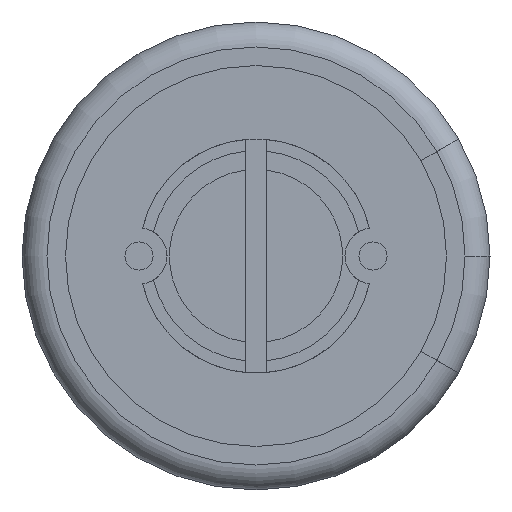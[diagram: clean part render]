
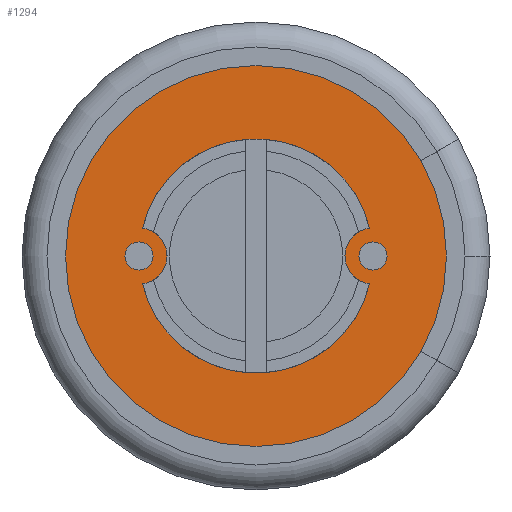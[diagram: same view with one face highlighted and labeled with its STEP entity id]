
A CAD part, front view. The second image highlights one B-rep face of the part: STEP entity #1294.
In plain terms, the highlighted planar face has unit normal (0, -1, 0).
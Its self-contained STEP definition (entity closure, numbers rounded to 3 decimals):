
#57 = EDGE_CURVE ( 'NONE', #1645, #1877, #2216, .T. ) ;
#126 = EDGE_CURVE ( 'NONE', #2751, #2711, #2734, .T. ) ;
#180 = ORIENTED_EDGE ( 'NONE', *, *, #961, .F. ) ;
#260 = AXIS2_PLACEMENT_3D ( 'NONE', #698, #2291, #1810 ) ;
#351 = CIRCLE ( 'NONE', #1416, 2.5 ) ;
#357 = CARTESIAN_POINT ( 'NONE',  ( 0., 0.95, 0. ) ) ;
#403 = CARTESIAN_POINT ( 'NONE',  ( 3.525, 0.95, -2.035 ) ) ;
#425 = DIRECTION ( 'NONE',  ( -1., 0., 0. ) ) ;
#452 = DIRECTION ( 'NONE',  ( 0., -1., 0. ) ) ;
#465 = ORIENTED_EDGE ( 'NONE', *, *, #126, .T. ) ;
#470 = ORIENTED_EDGE ( 'NONE', *, *, #57, .T. ) ;
#493 = AXIS2_PLACEMENT_3D ( 'NONE', #2654, #663, #425 ) ;
#557 = AXIS2_PLACEMENT_3D ( 'NONE', #357, #2586, #2803 ) ;
#621 = EDGE_CURVE ( 'NONE', #1224, #1539, #351, .T. ) ;
#663 = DIRECTION ( 'NONE',  ( 0., -1., 0. ) ) ;
#698 = CARTESIAN_POINT ( 'NONE',  ( 0., 0.95, 0. ) ) ;
#705 = CARTESIAN_POINT ( 'NONE',  ( -2.428, 0.95, -0.596 ) ) ;
#771 = CIRCLE ( 'NONE', #978, 2.5 ) ;
#774 = CIRCLE ( 'NONE', #493, 2.5 ) ;
#820 = DIRECTION ( 'NONE',  ( 0., 1., 0. ) ) ;
#914 = ORIENTED_EDGE ( 'NONE', *, *, #1068, .T. ) ;
#931 = DIRECTION ( 'NONE',  ( -1., 0., 0. ) ) ;
#961 = EDGE_CURVE ( 'NONE', #2751, #1224, #771, .T. ) ;
#978 = AXIS2_PLACEMENT_3D ( 'NONE', #1312, #452, #1122 ) ;
#997 = CARTESIAN_POINT ( 'NONE',  ( 2.428, 0.95, -0.596 ) ) ;
#1000 = VERTEX_POINT ( 'NONE', #705 ) ;
#1019 = CIRCLE ( 'NONE', #1991, 0.6 ) ;
#1021 = CARTESIAN_POINT ( 'NONE',  ( 0., 0.95, 2.5 ) ) ;
#1029 = CARTESIAN_POINT ( 'NONE',  ( 0., 0.95, 0. ) ) ;
#1068 = EDGE_CURVE ( 'NONE', #1505, #1645, #2542, .T. ) ;
#1118 = AXIS2_PLACEMENT_3D ( 'NONE', #1029, #2597, #1726 ) ;
#1119 = CARTESIAN_POINT ( 'NONE',  ( 4.07, 0.95, 0. ) ) ;
#1122 = DIRECTION ( 'NONE',  ( -1., 0., 0. ) ) ;
#1132 = DIRECTION ( 'NONE',  ( -1., 0., 0. ) ) ;
#1224 = VERTEX_POINT ( 'NONE', #1021 ) ;
#1241 = ORIENTED_EDGE ( 'NONE', *, *, #1795, .T. ) ;
#1294 = ADVANCED_FACE ( 'NONE', ( #2406, #1793 ), #1933, .F. ) ;
#1312 = CARTESIAN_POINT ( 'NONE',  ( 0., 0.95, 0. ) ) ;
#1334 = EDGE_LOOP ( 'NONE', ( #470, #1241, #914 ) ) ;
#1358 = CIRCLE ( 'NONE', #557, 4.07 ) ;
#1395 = CARTESIAN_POINT ( 'NONE',  ( 2.5, 0.95, 0. ) ) ;
#1416 = AXIS2_PLACEMENT_3D ( 'NONE', #2692, #2885, #1132 ) ;
#1444 = EDGE_CURVE ( 'NONE', #1000, #2711, #774, .T. ) ;
#1505 = VERTEX_POINT ( 'NONE', #1119 ) ;
#1539 = VERTEX_POINT ( 'NONE', #1588 ) ;
#1582 = DIRECTION ( 'NONE',  ( 0., 1., 0. ) ) ;
#1588 = CARTESIAN_POINT ( 'NONE',  ( -2.428, 0.95, 0.596 ) ) ;
#1596 = AXIS2_PLACEMENT_3D ( 'NONE', #2133, #820, #2376 ) ;
#1609 = ORIENTED_EDGE ( 'NONE', *, *, #621, .F. ) ;
#1645 = VERTEX_POINT ( 'NONE', #1661 ) ;
#1661 = CARTESIAN_POINT ( 'NONE',  ( 3.525, 0.95, 2.035 ) ) ;
#1726 = DIRECTION ( 'NONE',  ( 1., 0., 0. ) ) ;
#1778 = AXIS2_PLACEMENT_3D ( 'NONE', #1395, #1833, #2281 ) ;
#1793 = FACE_OUTER_BOUND ( 'NONE', #1334, .T. ) ;
#1795 = EDGE_CURVE ( 'NONE', #1877, #1505, #1358, .T. ) ;
#1810 = DIRECTION ( 'NONE',  ( 1., 0., 0. ) ) ;
#1833 = DIRECTION ( 'NONE',  ( 0., -1., 0. ) ) ;
#1877 = VERTEX_POINT ( 'NONE', #403 ) ;
#1933 = PLANE ( 'NONE',  #1596 ) ;
#1991 = AXIS2_PLACEMENT_3D ( 'NONE', #2690, #1582, #931 ) ;
#2034 = EDGE_CURVE ( 'NONE', #1539, #1000, #1019, .T. ) ;
#2133 = CARTESIAN_POINT ( 'NONE',  ( 0., 0.95, 0. ) ) ;
#2216 = CIRCLE ( 'NONE', #1118, 4.07 ) ;
#2281 = DIRECTION ( 'NONE',  ( -1., 0., 0. ) ) ;
#2291 = DIRECTION ( 'NONE',  ( 0., -1., 0. ) ) ;
#2325 = CARTESIAN_POINT ( 'NONE',  ( 2.428, 0.95, 0.596 ) ) ;
#2376 = DIRECTION ( 'NONE',  ( -1., 0., 0. ) ) ;
#2393 = ORIENTED_EDGE ( 'NONE', *, *, #2034, .F. ) ;
#2406 = FACE_BOUND ( 'NONE', #2699, .T. ) ;
#2542 = CIRCLE ( 'NONE', #260, 4.07 ) ;
#2586 = DIRECTION ( 'NONE',  ( 0., -1., 0. ) ) ;
#2597 = DIRECTION ( 'NONE',  ( 0., -1., 0. ) ) ;
#2654 = CARTESIAN_POINT ( 'NONE',  ( 0., 0.95, 0. ) ) ;
#2690 = CARTESIAN_POINT ( 'NONE',  ( -2.5, 0.95, 0. ) ) ;
#2692 = CARTESIAN_POINT ( 'NONE',  ( 0., 0.95, 0. ) ) ;
#2699 = EDGE_LOOP ( 'NONE', ( #2393, #1609, #180, #465, #2768 ) ) ;
#2711 = VERTEX_POINT ( 'NONE', #997 ) ;
#2734 = CIRCLE ( 'NONE', #1778, 0.6 ) ;
#2751 = VERTEX_POINT ( 'NONE', #2325 ) ;
#2768 = ORIENTED_EDGE ( 'NONE', *, *, #1444, .F. ) ;
#2803 = DIRECTION ( 'NONE',  ( 1., 0., 0. ) ) ;
#2885 = DIRECTION ( 'NONE',  ( 0., -1., 0. ) ) ;
